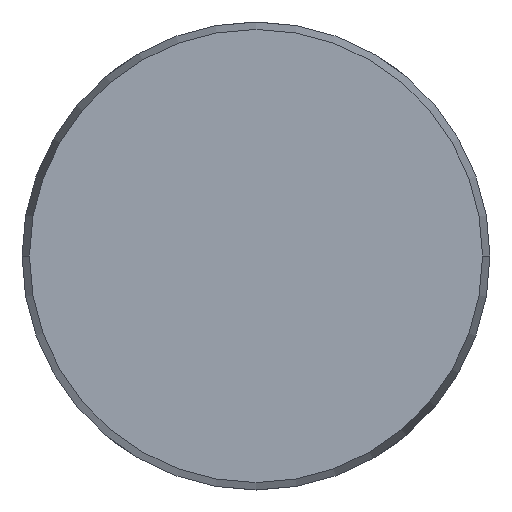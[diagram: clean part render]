
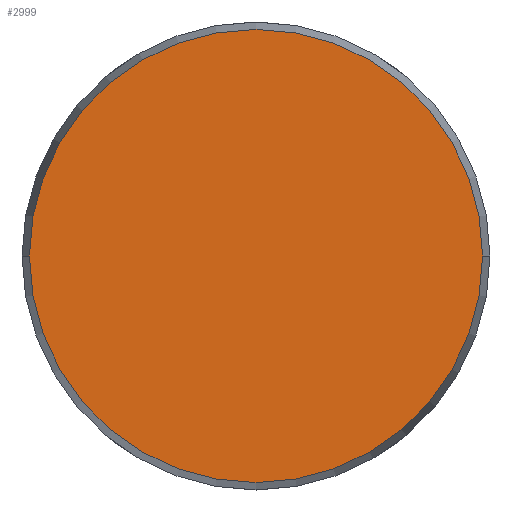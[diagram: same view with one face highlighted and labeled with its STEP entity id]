
A CAD part, front view. The second image highlights one B-rep face of the part: STEP entity #2999.
In plain terms, the highlighted planar face has unit normal (0, -1, 0).
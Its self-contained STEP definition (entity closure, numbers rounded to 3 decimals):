
#573 = CARTESIAN_POINT ( 'NONE',  ( -35.584, 0., 0. ) ) ;
#2115 = ORIENTED_EDGE ( 'NONE', *, *, #14647, .F. ) ;
#2999 = ADVANCED_FACE ( 'NONE', ( #21821 ), #4669, .F. ) ;
#3037 = DIRECTION ( 'NONE',  ( 0., 1., 0. ) ) ;
#3922 = DIRECTION ( 'NONE',  ( 0., 1., 0. ) ) ;
#4669 = PLANE ( 'NONE',  #10536 ) ;
#5160 = EDGE_CURVE ( 'NONE', #16566, #12362, #7107, .T. ) ;
#7107 = CIRCLE ( 'NONE', #8894, 35.584 ) ;
#7205 = DIRECTION ( 'NONE',  ( -1., 0., 0. ) ) ;
#8894 = AXIS2_PLACEMENT_3D ( 'NONE', #15159, #3037, #21777 ) ;
#10536 = AXIS2_PLACEMENT_3D ( 'NONE', #13079, #14987, #11404 ) ;
#10726 = CARTESIAN_POINT ( 'NONE',  ( 35.584, 0., 0. ) ) ;
#11404 = DIRECTION ( 'NONE',  ( -1., 0., 0. ) ) ;
#11558 = CIRCLE ( 'NONE', #17279, 35.584 ) ;
#12362 = VERTEX_POINT ( 'NONE', #573 ) ;
#13079 = CARTESIAN_POINT ( 'NONE',  ( 35.584, 0., 0. ) ) ;
#13958 = EDGE_LOOP ( 'NONE', ( #2115, #16490 ) ) ;
#14647 = EDGE_CURVE ( 'NONE', #12362, #16566, #11558, .T. ) ;
#14987 = DIRECTION ( 'NONE',  ( 0., 1., 0. ) ) ;
#15159 = CARTESIAN_POINT ( 'NONE',  ( 0., 0., 0. ) ) ;
#16490 = ORIENTED_EDGE ( 'NONE', *, *, #5160, .F. ) ;
#16566 = VERTEX_POINT ( 'NONE', #10726 ) ;
#17279 = AXIS2_PLACEMENT_3D ( 'NONE', #20860, #3922, #7205 ) ;
#20860 = CARTESIAN_POINT ( 'NONE',  ( 0., 0., 0. ) ) ;
#21777 = DIRECTION ( 'NONE',  ( -1., 0., 0. ) ) ;
#21821 = FACE_OUTER_BOUND ( 'NONE', #13958, .T. ) ;
